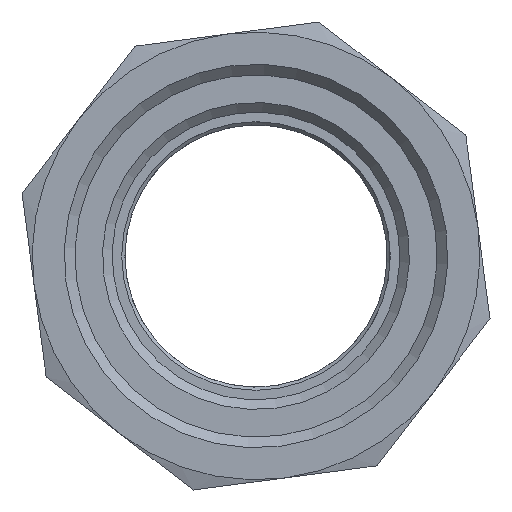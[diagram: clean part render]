
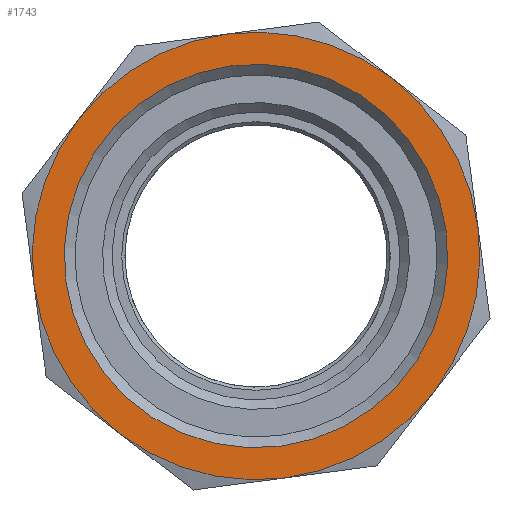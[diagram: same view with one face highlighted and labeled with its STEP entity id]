
A CAD part, left-side view. The second image highlights one B-rep face of the part: STEP entity #1743.
In plain terms, the highlighted planar face has unit normal (-1, 0, 0).
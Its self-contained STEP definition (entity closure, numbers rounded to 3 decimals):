
#80=FACE_BOUND('',#428,.T.);
#91=PLANE('',#1938);
#319=FACE_OUTER_BOUND('',#427,.T.);
#427=EDGE_LOOP('',(#1303,#1304,#1305,#1306,#1307,#1308,#1309,#1310));
#428=EDGE_LOOP('',(#1311,#1312));
#589=CIRCLE('',#1939,35.);
#590=CIRCLE('',#1940,35.);
#591=CIRCLE('',#1941,35.);
#592=CIRCLE('',#1942,35.);
#593=CIRCLE('',#1943,35.);
#594=CIRCLE('',#1944,35.);
#595=CIRCLE('',#1945,35.);
#596=CIRCLE('',#1946,35.);
#597=CIRCLE('',#1947,30.);
#598=CIRCLE('',#1948,30.);
#743=VERTEX_POINT('',#2874);
#744=VERTEX_POINT('',#2875);
#745=VERTEX_POINT('',#2877);
#746=VERTEX_POINT('',#2879);
#747=VERTEX_POINT('',#2881);
#748=VERTEX_POINT('',#2883);
#749=VERTEX_POINT('',#2885);
#750=VERTEX_POINT('',#2887);
#751=VERTEX_POINT('',#2890);
#752=VERTEX_POINT('',#2891);
#948=EDGE_CURVE('',#743,#744,#589,.T.);
#949=EDGE_CURVE('',#744,#745,#590,.T.);
#950=EDGE_CURVE('',#745,#746,#591,.T.);
#951=EDGE_CURVE('',#746,#747,#592,.T.);
#952=EDGE_CURVE('',#747,#748,#593,.T.);
#953=EDGE_CURVE('',#748,#749,#594,.T.);
#954=EDGE_CURVE('',#749,#750,#595,.T.);
#955=EDGE_CURVE('',#750,#743,#596,.T.);
#956=EDGE_CURVE('',#751,#752,#597,.T.);
#957=EDGE_CURVE('',#752,#751,#598,.T.);
#1303=ORIENTED_EDGE('',*,*,#948,.T.);
#1304=ORIENTED_EDGE('',*,*,#949,.T.);
#1305=ORIENTED_EDGE('',*,*,#950,.T.);
#1306=ORIENTED_EDGE('',*,*,#951,.T.);
#1307=ORIENTED_EDGE('',*,*,#952,.T.);
#1308=ORIENTED_EDGE('',*,*,#953,.T.);
#1309=ORIENTED_EDGE('',*,*,#954,.T.);
#1310=ORIENTED_EDGE('',*,*,#955,.T.);
#1311=ORIENTED_EDGE('',*,*,#956,.T.);
#1312=ORIENTED_EDGE('',*,*,#957,.T.);
#1743=ADVANCED_FACE('',(#319,#80),#91,.T.);
#1938=AXIS2_PLACEMENT_3D('',#2873,#2308,#2309);
#1939=AXIS2_PLACEMENT_3D('',#2876,#2310,#2311);
#1940=AXIS2_PLACEMENT_3D('',#2878,#2312,#2313);
#1941=AXIS2_PLACEMENT_3D('',#2880,#2314,#2315);
#1942=AXIS2_PLACEMENT_3D('',#2882,#2316,#2317);
#1943=AXIS2_PLACEMENT_3D('',#2884,#2318,#2319);
#1944=AXIS2_PLACEMENT_3D('',#2886,#2320,#2321);
#1945=AXIS2_PLACEMENT_3D('',#2888,#2322,#2323);
#1946=AXIS2_PLACEMENT_3D('',#2889,#2324,#2325);
#1947=AXIS2_PLACEMENT_3D('',#2892,#2326,#2327);
#1948=AXIS2_PLACEMENT_3D('',#2893,#2328,#2329);
#2308=DIRECTION('center_axis',(-1.,0.,0.));
#2309=DIRECTION('ref_axis',(0.,-0.991,0.131));
#2310=DIRECTION('center_axis',(-1.,0.,0.));
#2311=DIRECTION('ref_axis',(0.,-0.991,0.131));
#2312=DIRECTION('center_axis',(-1.,0.,0.));
#2313=DIRECTION('ref_axis',(0.,-0.991,0.131));
#2314=DIRECTION('center_axis',(-1.,0.,0.));
#2315=DIRECTION('ref_axis',(0.,-0.991,0.131));
#2316=DIRECTION('center_axis',(-1.,0.,0.));
#2317=DIRECTION('ref_axis',(0.,-0.991,0.131));
#2318=DIRECTION('center_axis',(-1.,0.,0.));
#2319=DIRECTION('ref_axis',(0.,-0.991,0.131));
#2320=DIRECTION('center_axis',(-1.,0.,0.));
#2321=DIRECTION('ref_axis',(0.,-0.991,0.131));
#2322=DIRECTION('center_axis',(-1.,0.,0.));
#2323=DIRECTION('ref_axis',(0.,-0.991,0.131));
#2324=DIRECTION('center_axis',(-1.,0.,0.));
#2325=DIRECTION('ref_axis',(0.,-0.991,0.131));
#2326=DIRECTION('center_axis',(1.,0.,0.));
#2327=DIRECTION('ref_axis',(0.,-0.131,-0.991));
#2328=DIRECTION('center_axis',(1.,0.,0.));
#2329=DIRECTION('ref_axis',(0.,-0.131,-0.991));
#2873=CARTESIAN_POINT('Origin',(-41.,-17.35,2.284));
#2874=CARTESIAN_POINT('',(-41.,-34.701,4.568));
#2875=CARTESIAN_POINT('',(-41.,-21.307,27.767));
#2876=CARTESIAN_POINT('Origin',(-41.,0.,0.));
#2877=CARTESIAN_POINT('',(-41.,4.568,34.701));
#2878=CARTESIAN_POINT('Origin',(-41.,0.,0.));
#2879=CARTESIAN_POINT('',(-41.,27.767,21.307));
#2880=CARTESIAN_POINT('Origin',(-41.,0.,0.));
#2881=CARTESIAN_POINT('',(-41.,34.701,-4.568));
#2882=CARTESIAN_POINT('Origin',(-41.,0.,0.));
#2883=CARTESIAN_POINT('',(-41.,21.307,-27.767));
#2884=CARTESIAN_POINT('Origin',(-41.,0.,0.));
#2885=CARTESIAN_POINT('',(-41.,-4.568,-34.701));
#2886=CARTESIAN_POINT('Origin',(-41.,0.,0.));
#2887=CARTESIAN_POINT('',(-41.,-27.767,-21.307));
#2888=CARTESIAN_POINT('Origin',(-41.,0.,0.));
#2889=CARTESIAN_POINT('Origin',(-41.,0.,0.));
#2890=CARTESIAN_POINT('',(-41.,-3.916,-29.743));
#2891=CARTESIAN_POINT('',(-41.,3.916,29.743));
#2892=CARTESIAN_POINT('Origin',(-41.,0.,0.));
#2893=CARTESIAN_POINT('Origin',(-41.,0.,0.));
